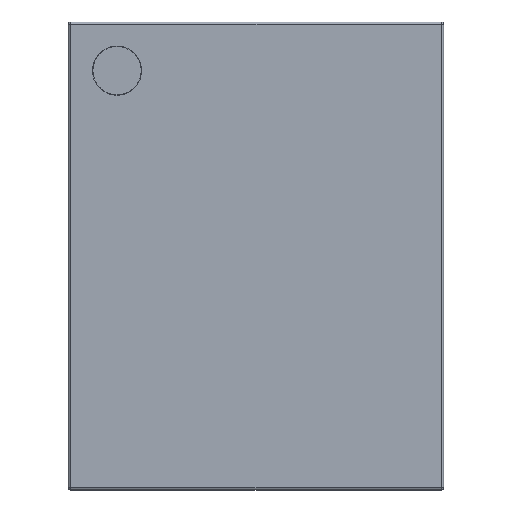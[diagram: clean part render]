
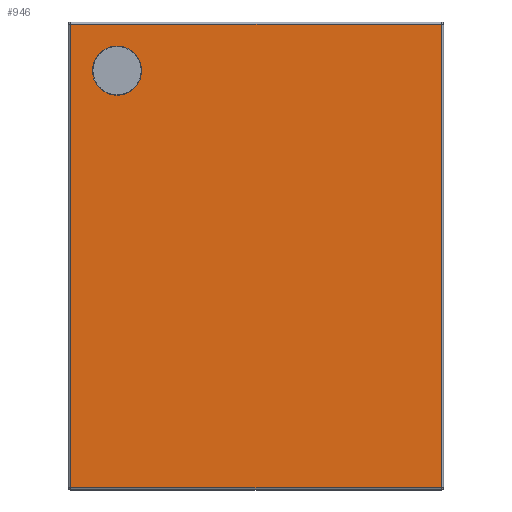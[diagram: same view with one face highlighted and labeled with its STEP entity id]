
A CAD part, top view. The second image highlights one B-rep face of the part: STEP entity #946.
In plain terms, the highlighted planar face has unit normal (0, 0, 1).
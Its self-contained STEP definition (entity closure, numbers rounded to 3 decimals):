
#7 = CARTESIAN_POINT ( 'NONE',  ( 0.8, 1., 0.6 ) ) ;
#23 = CARTESIAN_POINT ( 'NONE',  ( -0.8, -1.01, 0.6 ) ) ;
#32 = CARTESIAN_POINT ( 'NONE',  ( -0.8, 1., 0.6 ) ) ;
#41 = DIRECTION ( 'NONE',  ( 0., -1., 0. ) ) ;
#49 = CARTESIAN_POINT ( 'NONE',  ( 0.8, -1., 0.6 ) ) ;
#50 = CARTESIAN_POINT ( 'NONE',  ( -0.8, -1., 0.6 ) ) ;
#57 = DIRECTION ( 'NONE',  ( 0., 1., 0. ) ) ;
#60 = CARTESIAN_POINT ( 'NONE',  ( 0.8, 1.01, 0.6 ) ) ;
#62 = DIRECTION ( 'NONE',  ( 1., 0., 0. ) ) ;
#73 = CARTESIAN_POINT ( 'NONE',  ( 0.81, -1., 0.6 ) ) ;
#78 = VECTOR ( 'NONE', #41, 1000. ) ;
#81 = VECTOR ( 'NONE', #57, 1000. ) ;
#88 = LINE ( 'NONE', #23, #78 ) ;
#91 = VECTOR ( 'NONE', #62, 1000. ) ;
#102 = LINE ( 'NONE', #60, #81 ) ;
#121 = LINE ( 'NONE', #73, #91 ) ;
#130 = CIRCLE ( 'NONE', #1609, 0.106 ) ;
#259 = AXIS2_PLACEMENT_3D ( 'NONE', #573, #572, #571 ) ;
#311 = VECTOR ( 'NONE', #1006, 1000. ) ;
#326 = LINE ( 'NONE', #1414, #311 ) ;
#369 = VERTEX_POINT ( 'NONE', #1064 ) ;
#571 = DIRECTION ( 'NONE',  ( 1., 0., 0. ) ) ;
#572 = DIRECTION ( 'NONE',  ( 0., 0., 1. ) ) ;
#573 = CARTESIAN_POINT ( 'NONE',  ( 0., 0., 0.6 ) ) ;
#580 = PLANE ( 'NONE',  #259 ) ;
#792 = ORIENTED_EDGE ( 'NONE', *, *, #1476, .T. ) ;
#795 = ORIENTED_EDGE ( 'NONE', *, *, #1501, .F. ) ;
#798 = ORIENTED_EDGE ( 'NONE', *, *, #1478, .T. ) ;
#840 = EDGE_LOOP ( 'NONE', ( #795 ) ) ;
#850 = EDGE_LOOP ( 'NONE', ( #1250, #1275, #792, #798 ) ) ;
#946 = ADVANCED_FACE ( 'NONE', ( #1167, #1158 ), #580, .T. ) ;
#1006 = DIRECTION ( 'NONE',  ( -1., 0., 0. ) ) ;
#1064 = CARTESIAN_POINT ( 'NONE',  ( -0.494, 0.8, 0.6 ) ) ;
#1102 = VERTEX_POINT ( 'NONE', #7 ) ;
#1135 = VERTEX_POINT ( 'NONE', #49 ) ;
#1158 = FACE_BOUND ( 'NONE', #840, .T. ) ;
#1167 = FACE_OUTER_BOUND ( 'NONE', #850, .T. ) ;
#1234 = VERTEX_POINT ( 'NONE', #32 ) ;
#1238 = VERTEX_POINT ( 'NONE', #50 ) ;
#1250 = ORIENTED_EDGE ( 'NONE', *, *, #1477, .T. ) ;
#1275 = ORIENTED_EDGE ( 'NONE', *, *, #1527, .T. ) ;
#1356 = CARTESIAN_POINT ( 'NONE',  ( -0.6, 0.8, 0.6 ) ) ;
#1357 = DIRECTION ( 'NONE',  ( 0., 0., 1. ) ) ;
#1358 = DIRECTION ( 'NONE',  ( 1., 0., 0. ) ) ;
#1414 = CARTESIAN_POINT ( 'NONE',  ( -0.81, 1., 0.6 ) ) ;
#1476 = EDGE_CURVE ( 'NONE', #1234, #1238, #88, .T. ) ;
#1477 = EDGE_CURVE ( 'NONE', #1135, #1102, #102, .T. ) ;
#1478 = EDGE_CURVE ( 'NONE', #1238, #1135, #121, .T. ) ;
#1501 = EDGE_CURVE ( 'NONE', #369, #369, #130, .T. ) ;
#1527 = EDGE_CURVE ( 'NONE', #1102, #1234, #326, .T. ) ;
#1609 = AXIS2_PLACEMENT_3D ( 'NONE', #1356, #1357, #1358 ) ;
